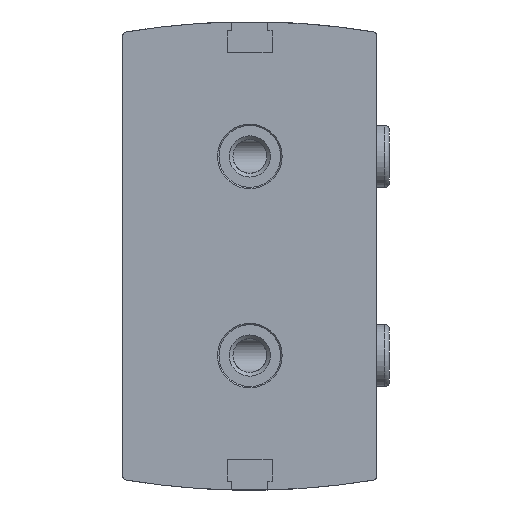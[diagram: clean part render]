
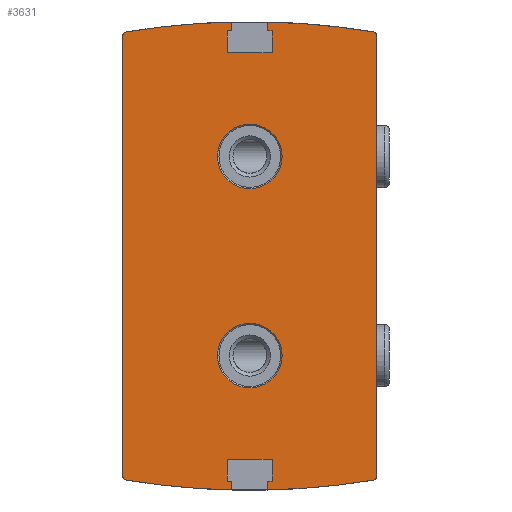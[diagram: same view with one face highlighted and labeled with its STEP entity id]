
A CAD part, front view. The second image highlights one B-rep face of the part: STEP entity #3631.
In plain terms, the highlighted planar face has unit normal (0, -1, 0).
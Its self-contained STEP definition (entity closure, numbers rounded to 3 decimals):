
#140=LINE('',#5120,#381);
#145=LINE('',#5138,#386);
#149=LINE('',#5146,#390);
#152=LINE('',#5152,#393);
#155=LINE('',#5158,#396);
#158=LINE('',#5164,#399);
#161=LINE('',#5170,#402);
#164=LINE('',#5176,#405);
#169=LINE('',#5193,#410);
#173=LINE('',#5205,#414);
#176=LINE('',#5211,#417);
#179=LINE('',#5217,#420);
#182=LINE('',#5223,#423);
#185=LINE('',#5229,#426);
#188=LINE('',#5235,#429);
#191=LINE('',#5241,#432);
#381=VECTOR('',#4241,1000.);
#386=VECTOR('',#4260,1000.);
#390=VECTOR('',#4266,1000.);
#393=VECTOR('',#4271,1000.);
#396=VECTOR('',#4276,1000.);
#399=VECTOR('',#4281,1000.);
#402=VECTOR('',#4286,1000.);
#405=VECTOR('',#4291,1000.);
#410=VECTOR('',#4310,1000.);
#414=VECTOR('',#4324,1000.);
#417=VECTOR('',#4329,1000.);
#420=VECTOR('',#4334,1000.);
#423=VECTOR('',#4339,1000.);
#426=VECTOR('',#4344,1000.);
#429=VECTOR('',#4349,1000.);
#432=VECTOR('',#4354,1000.);
#594=PLANE('',#3874);
#896=ORIENTED_EDGE('',*,*,#1600,.F.);
#897=ORIENTED_EDGE('',*,*,#1601,.F.);
#898=ORIENTED_EDGE('',*,*,#1514,.F.);
#899=ORIENTED_EDGE('',*,*,#1593,.F.);
#900=ORIENTED_EDGE('',*,*,#1581,.F.);
#901=ORIENTED_EDGE('',*,*,#1578,.F.);
#902=ORIENTED_EDGE('',*,*,#1575,.F.);
#903=ORIENTED_EDGE('',*,*,#1572,.F.);
#904=ORIENTED_EDGE('',*,*,#1569,.F.);
#905=ORIENTED_EDGE('',*,*,#1566,.F.);
#906=ORIENTED_EDGE('',*,*,#1563,.F.);
#907=ORIENTED_EDGE('',*,*,#1561,.F.);
#908=ORIENTED_EDGE('',*,*,#1559,.F.);
#909=ORIENTED_EDGE('',*,*,#1557,.F.);
#910=ORIENTED_EDGE('',*,*,#1553,.F.);
#911=ORIENTED_EDGE('',*,*,#1551,.F.);
#912=ORIENTED_EDGE('',*,*,#1548,.F.);
#913=ORIENTED_EDGE('',*,*,#1545,.F.);
#914=ORIENTED_EDGE('',*,*,#1542,.F.);
#915=ORIENTED_EDGE('',*,*,#1539,.F.);
#916=ORIENTED_EDGE('',*,*,#1536,.F.);
#917=ORIENTED_EDGE('',*,*,#1533,.F.);
#918=ORIENTED_EDGE('',*,*,#1529,.F.);
#919=ORIENTED_EDGE('',*,*,#1526,.F.);
#920=ORIENTED_EDGE('',*,*,#1523,.F.);
#921=ORIENTED_EDGE('',*,*,#1520,.F.);
#1514=EDGE_CURVE('',#1883,#1884,#2109,.T.);
#1520=EDGE_CURVE('',#1884,#1889,#140,.T.);
#1523=EDGE_CURVE('',#1889,#1891,#2113,.T.);
#1526=EDGE_CURVE('',#1891,#1893,#2115,.T.);
#1529=EDGE_CURVE('',#1893,#1895,#145,.T.);
#1533=EDGE_CURVE('',#1895,#1898,#149,.T.);
#1536=EDGE_CURVE('',#1898,#1900,#152,.T.);
#1539=EDGE_CURVE('',#1900,#1902,#155,.T.);
#1542=EDGE_CURVE('',#1902,#1904,#158,.T.);
#1545=EDGE_CURVE('',#1904,#1906,#161,.T.);
#1548=EDGE_CURVE('',#1906,#1908,#164,.T.);
#1551=EDGE_CURVE('',#1908,#1909,#2117,.T.);
#1553=EDGE_CURVE('',#1909,#1910,#2118,.T.);
#1557=EDGE_CURVE('',#1910,#1913,#169,.T.);
#1559=EDGE_CURVE('',#1913,#1914,#2121,.T.);
#1561=EDGE_CURVE('',#1914,#1915,#2122,.T.);
#1563=EDGE_CURVE('',#1915,#1916,#173,.T.);
#1566=EDGE_CURVE('',#1916,#1918,#176,.T.);
#1569=EDGE_CURVE('',#1918,#1920,#179,.T.);
#1572=EDGE_CURVE('',#1920,#1922,#182,.T.);
#1575=EDGE_CURVE('',#1922,#1924,#185,.T.);
#1578=EDGE_CURVE('',#1924,#1926,#188,.T.);
#1581=EDGE_CURVE('',#1926,#1928,#191,.T.);
#1593=EDGE_CURVE('',#1928,#1883,#2127,.T.);
#1600=EDGE_CURVE('',#1943,#1943,#2133,.T.);
#1601=EDGE_CURVE('',#1944,#1944,#2134,.T.);
#1883=VERTEX_POINT('',#5108);
#1884=VERTEX_POINT('',#5109);
#1889=VERTEX_POINT('',#5121);
#1891=VERTEX_POINT('',#5127);
#1893=VERTEX_POINT('',#5133);
#1895=VERTEX_POINT('',#5139);
#1898=VERTEX_POINT('',#5147);
#1900=VERTEX_POINT('',#5153);
#1902=VERTEX_POINT('',#5159);
#1904=VERTEX_POINT('',#5165);
#1906=VERTEX_POINT('',#5171);
#1908=VERTEX_POINT('',#5177);
#1909=VERTEX_POINT('',#5182);
#1910=VERTEX_POINT('',#5186);
#1913=VERTEX_POINT('',#5194);
#1914=VERTEX_POINT('',#5198);
#1915=VERTEX_POINT('',#5202);
#1916=VERTEX_POINT('',#5206);
#1918=VERTEX_POINT('',#5212);
#1920=VERTEX_POINT('',#5218);
#1922=VERTEX_POINT('',#5224);
#1924=VERTEX_POINT('',#5230);
#1926=VERTEX_POINT('',#5236);
#1928=VERTEX_POINT('',#5242);
#1943=VERTEX_POINT('',#5299);
#1944=VERTEX_POINT('',#5301);
#2109=CIRCLE('',#3826,0.6);
#2113=CIRCLE('',#3832,0.6);
#2115=CIRCLE('',#3835,111.);
#2117=CIRCLE('',#3845,111.);
#2118=CIRCLE('',#3847,0.6);
#2121=CIRCLE('',#3852,0.6);
#2122=CIRCLE('',#3854,111.);
#2127=CIRCLE('',#3867,111.);
#2133=CIRCLE('',#3875,4.7);
#2134=CIRCLE('',#3876,4.7);
#2243=EDGE_LOOP('',(#896));
#2244=EDGE_LOOP('',(#897));
#2245=EDGE_LOOP('',(#898,#899,#900,#901,#902,#903,#904,#905,#906,#907,#908,
#909,#910,#911,#912,#913,#914,#915,#916,#917,#918,#919,#920,#921));
#2472=FACE_BOUND('',#2243,.T.);
#2473=FACE_BOUND('',#2244,.T.);
#2474=FACE_BOUND('',#2245,.T.);
#3631=ADVANCED_FACE('',(#2472,#2473,#2474),#594,.F.);
#3826=AXIS2_PLACEMENT_3D('',#5107,#4229,#4230);
#3832=AXIS2_PLACEMENT_3D('',#5126,#4246,#4247);
#3835=AXIS2_PLACEMENT_3D('',#5132,#4253,#4254);
#3845=AXIS2_PLACEMENT_3D('',#5181,#4296,#4297);
#3847=AXIS2_PLACEMENT_3D('',#5185,#4301,#4302);
#3852=AXIS2_PLACEMENT_3D('',#5197,#4314,#4315);
#3854=AXIS2_PLACEMENT_3D('',#5201,#4319,#4320);
#3867=AXIS2_PLACEMENT_3D('',#5285,#4370,#4371);
#3874=AXIS2_PLACEMENT_3D('',#5297,#4385,#4386);
#3875=AXIS2_PLACEMENT_3D('',#5298,#4387,#4388);
#3876=AXIS2_PLACEMENT_3D('',#5300,#4389,#4390);
#4229=DIRECTION('',(0.,1.,0.));
#4230=DIRECTION('',(1.,0.,0.));
#4241=DIRECTION('',(0.,0.,1.));
#4246=DIRECTION('',(0.,1.,0.));
#4247=DIRECTION('',(1.,0.,0.));
#4253=DIRECTION('',(0.,1.,0.));
#4254=DIRECTION('',(1.,0.,0.));
#4260=DIRECTION('',(0.,0.,-1.));
#4266=DIRECTION('',(-1.,0.,0.));
#4271=DIRECTION('',(0.,0.,-1.));
#4276=DIRECTION('',(1.,0.,0.));
#4281=DIRECTION('',(0.,0.,1.));
#4286=DIRECTION('',(-1.,0.,0.));
#4291=DIRECTION('',(0.,0.,1.));
#4296=DIRECTION('',(0.,1.,0.));
#4297=DIRECTION('',(1.,0.,0.));
#4301=DIRECTION('',(0.,1.,0.));
#4302=DIRECTION('',(1.,0.,0.));
#4310=DIRECTION('',(0.,0.,-1.));
#4314=DIRECTION('',(0.,1.,0.));
#4315=DIRECTION('',(1.,0.,0.));
#4319=DIRECTION('',(0.,1.,0.));
#4320=DIRECTION('',(1.,0.,0.));
#4324=DIRECTION('',(0.,0.,1.));
#4329=DIRECTION('',(1.,0.,0.));
#4334=DIRECTION('',(0.,0.,1.));
#4339=DIRECTION('',(-1.,0.,0.));
#4344=DIRECTION('',(0.,0.,-1.));
#4349=DIRECTION('',(1.,0.,0.));
#4354=DIRECTION('',(0.,0.,-1.));
#4370=DIRECTION('',(0.,1.,0.));
#4371=DIRECTION('',(1.,0.,0.));
#4385=DIRECTION('',(0.,1.,0.));
#4386=DIRECTION('',(0.,0.,1.));
#4387=DIRECTION('',(0.,-1.,0.));
#4388=DIRECTION('',(0.,0.,-1.));
#4389=DIRECTION('',(0.,-1.,0.));
#4390=DIRECTION('',(0.,0.,-1.));
#5107=CARTESIAN_POINT('',(-17.9,0.,-32.039));
#5108=CARTESIAN_POINT('',(-17.997,0.,-32.631));
#5109=CARTESIAN_POINT('',(-18.5,0.,-32.039));
#5120=CARTESIAN_POINT('',(-18.5,0.,-32.039));
#5121=CARTESIAN_POINT('',(-18.5,0.,32.039));
#5126=CARTESIAN_POINT('',(-17.9,0.,32.039));
#5127=CARTESIAN_POINT('',(-17.997,0.,32.631));
#5132=CARTESIAN_POINT('',(0.,0.,-76.9));
#5133=CARTESIAN_POINT('',(-2.6,0.,34.07));
#5138=CARTESIAN_POINT('',(-2.6,0.,34.07));
#5139=CARTESIAN_POINT('',(-2.6,0.,32.8));
#5146=CARTESIAN_POINT('',(-2.6,0.,32.8));
#5147=CARTESIAN_POINT('',(-3.25,0.,32.8));
#5152=CARTESIAN_POINT('',(-3.25,0.,32.8));
#5153=CARTESIAN_POINT('',(-3.25,0.,29.6));
#5158=CARTESIAN_POINT('',(-3.25,0.,29.6));
#5159=CARTESIAN_POINT('',(3.25,0.,29.6));
#5164=CARTESIAN_POINT('',(3.25,0.,29.6));
#5165=CARTESIAN_POINT('',(3.25,0.,32.8));
#5170=CARTESIAN_POINT('',(3.25,0.,32.8));
#5171=CARTESIAN_POINT('',(2.6,0.,32.8));
#5176=CARTESIAN_POINT('',(2.6,0.,32.8));
#5177=CARTESIAN_POINT('',(2.6,0.,34.07));
#5181=CARTESIAN_POINT('',(0.,0.,-76.9));
#5182=CARTESIAN_POINT('',(17.997,0.,32.631));
#5185=CARTESIAN_POINT('',(17.9,0.,32.039));
#5186=CARTESIAN_POINT('',(18.5,0.,32.039));
#5193=CARTESIAN_POINT('',(18.5,0.,32.039));
#5194=CARTESIAN_POINT('',(18.5,0.,-32.039));
#5197=CARTESIAN_POINT('',(17.9,0.,-32.039));
#5198=CARTESIAN_POINT('',(17.997,0.,-32.631));
#5201=CARTESIAN_POINT('',(0.,0.,76.9));
#5202=CARTESIAN_POINT('',(2.6,0.,-34.07));
#5205=CARTESIAN_POINT('',(2.6,0.,-34.07));
#5206=CARTESIAN_POINT('',(2.6,0.,-32.8));
#5211=CARTESIAN_POINT('',(2.6,0.,-32.8));
#5212=CARTESIAN_POINT('',(3.25,0.,-32.8));
#5217=CARTESIAN_POINT('',(3.25,0.,-32.8));
#5218=CARTESIAN_POINT('',(3.25,0.,-29.6));
#5223=CARTESIAN_POINT('',(3.25,0.,-29.6));
#5224=CARTESIAN_POINT('',(-3.25,0.,-29.6));
#5229=CARTESIAN_POINT('',(-3.25,0.,-29.6));
#5230=CARTESIAN_POINT('',(-3.25,0.,-32.8));
#5235=CARTESIAN_POINT('',(-3.25,0.,-32.8));
#5236=CARTESIAN_POINT('',(-2.6,0.,-32.8));
#5241=CARTESIAN_POINT('',(-2.6,0.,-32.8));
#5242=CARTESIAN_POINT('',(-2.6,0.,-34.07));
#5285=CARTESIAN_POINT('',(0.,0.,76.9));
#5297=CARTESIAN_POINT('',(-17.9,0.,-32.039));
#5298=CARTESIAN_POINT('',(0.,0.,-14.5));
#5299=CARTESIAN_POINT('',(0.,0.,-19.2));
#5300=CARTESIAN_POINT('',(0.,0.,14.5));
#5301=CARTESIAN_POINT('',(0.,0.,9.8));
